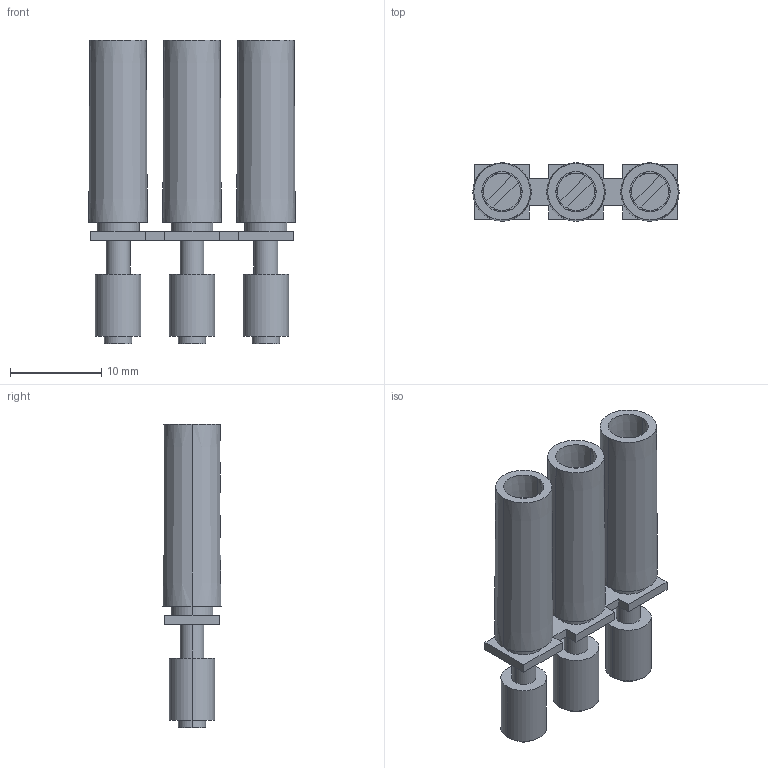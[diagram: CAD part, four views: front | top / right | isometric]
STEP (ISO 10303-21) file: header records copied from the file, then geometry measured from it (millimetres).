
FILE_DESCRIPTION(('Creo Elements/Direct Modeling STEP Export'),'2;1');
FILE_NAME('model.stp','2019-05-15T 1:58:12',(''),(''),'Creo Elements/Direct Modeling STEP processor for AP214 (Solid Model)','Creo Elements/Direct Modeling 20.1A 29-Sep-2018 (C) Parametric Technology GmbH','');
FILE_SCHEMA(('AUTOMOTIVE_DESIGN { 1 0 10303 214 1 1 1 1 }'));
Length unit declared in the file: millimetre
Products named in the file (2): FBRI_3_8_N_SO_3XBU-select
Assembly tree (1 placements, depth 2):
  FBRI_3_8_N_SO_3XBU-select
    FBRI_3_8_N_SO_3XBU-select
Bounding box: 22.6 x 6.4 x 33.2 mm (x, y, z)
Volume: 1832.1 mm3; surface area: 2809.1 mm2
Topology: 1 solids, 1 shells, 97 faces, 225 edges, 151 vertices
Faces by surface type: plane 55, cylinder 30, cone 12
Entity records: 3340 total; most frequent: ORIENTED_EDGE 450, CARTESIAN_POINT 418, DIRECTION 410, EDGE_CURVE 225, VERTEX_POINT 151, AXIS2_PLACEMENT_3D 143, VECTOR 124, LINE 124
